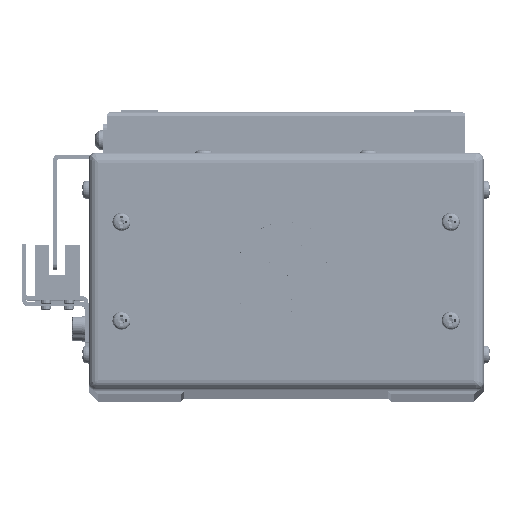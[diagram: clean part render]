
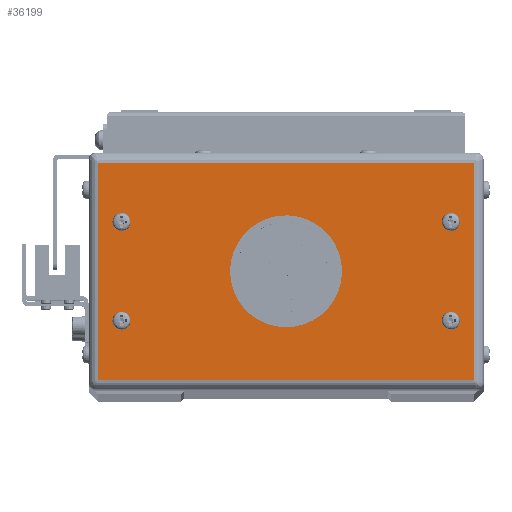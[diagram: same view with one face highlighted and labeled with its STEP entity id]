
A CAD part, top view. The second image highlights one B-rep face of the part: STEP entity #36199.
In plain terms, the highlighted planar face has unit normal (0, 0, 1).
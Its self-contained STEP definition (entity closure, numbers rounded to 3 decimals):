
#1888 = DIRECTION ( 'NONE',  ( 1., 0., 0. ) ) ;
#2288 = CIRCLE ( 'NONE', #102606, 1.7 ) ;
#2610 = EDGE_LOOP ( 'NONE', ( #31106, #12604 ) ) ;
#2785 = AXIS2_PLACEMENT_3D ( 'NONE', #69977, #22764, #89026 ) ;
#3520 = LINE ( 'NONE', #17596, #54247 ) ;
#4020 = ORIENTED_EDGE ( 'NONE', *, *, #95284, .T. ) ;
#4104 = DIRECTION ( 'NONE',  ( 1., 0., 0. ) ) ;
#4258 = DIRECTION ( 'NONE',  ( 0., 0., 1. ) ) ;
#4281 = CARTESIAN_POINT ( 'NONE',  ( 0., 0., 5. ) ) ;
#4487 = AXIS2_PLACEMENT_3D ( 'NONE', #11416, #77758, #21047 ) ;
#6157 = EDGE_CURVE ( 'NONE', #82312, #97829, #56892, .T. ) ;
#6550 = VERTEX_POINT ( 'NONE', #85404 ) ;
#7712 = CARTESIAN_POINT ( 'NONE',  ( -57., 33., 5. ) ) ;
#9325 = FACE_BOUND ( 'NONE', #23673, .T. ) ;
#9661 = AXIS2_PLACEMENT_3D ( 'NONE', #42650, #42538, #42558 ) ;
#10928 = VERTEX_POINT ( 'NONE', #12386 ) ;
#11416 = CARTESIAN_POINT ( 'NONE',  ( 0., 0., 5. ) ) ;
#11662 = VERTEX_POINT ( 'NONE', #105567 ) ;
#12386 = CARTESIAN_POINT ( 'NONE',  ( 48.3, -15., 5. ) ) ;
#12604 = ORIENTED_EDGE ( 'NONE', *, *, #30190, .F. ) ;
#13164 = PLANE ( 'NONE',  #2785 ) ;
#13359 = EDGE_LOOP ( 'NONE', ( #58055, #4020, #40595, #115524 ) ) ;
#14334 = EDGE_CURVE ( 'NONE', #109948, #6550, #92067, .T. ) ;
#14404 = CARTESIAN_POINT ( 'NONE',  ( 15., 0., 5. ) ) ;
#14441 = LINE ( 'NONE', #36300, #64901 ) ;
#17596 = CARTESIAN_POINT ( 'NONE',  ( -58., 33., 5. ) ) ;
#20358 = ORIENTED_EDGE ( 'NONE', *, *, #110969, .F. ) ;
#21047 = DIRECTION ( 'NONE',  ( 1., 0., 0. ) ) ;
#22764 = DIRECTION ( 'NONE',  ( 0., 0., -1. ) ) ;
#23673 = EDGE_LOOP ( 'NONE', ( #51610, #83454 ) ) ;
#24124 = VERTEX_POINT ( 'NONE', #7712 ) ;
#24913 = CARTESIAN_POINT ( 'NONE',  ( -51.7, -15., 5. ) ) ;
#29111 = LINE ( 'NONE', #88702, #104649 ) ;
#30190 = EDGE_CURVE ( 'NONE', #10928, #11662, #99133, .T. ) ;
#31106 = ORIENTED_EDGE ( 'NONE', *, *, #31816, .F. ) ;
#31816 = EDGE_CURVE ( 'NONE', #11662, #10928, #55952, .T. ) ;
#33068 = CARTESIAN_POINT ( 'NONE',  ( -50., -15., 5. ) ) ;
#33237 = VERTEX_POINT ( 'NONE', #94907 ) ;
#34672 = FACE_BOUND ( 'NONE', #99211, .T. ) ;
#35450 = ORIENTED_EDGE ( 'NONE', *, *, #14334, .F. ) ;
#36199 = ADVANCED_FACE ( 'NONE', ( #9325, #34672, #85033, #107208, #82067, #110125 ), #13164, .F. ) ;
#36300 = CARTESIAN_POINT ( 'NONE',  ( -57., -34., 5. ) ) ;
#37876 = DIRECTION ( 'NONE',  ( 1., 0., 0. ) ) ;
#39992 = CARTESIAN_POINT ( 'NONE',  ( 50., 15., 5. ) ) ;
#40595 = ORIENTED_EDGE ( 'NONE', *, *, #54862, .T. ) ;
#41862 = DIRECTION ( 'NONE',  ( 1., 0., 0. ) ) ;
#41963 = DIRECTION ( 'NONE',  ( 0., 0., 1. ) ) ;
#41995 = CARTESIAN_POINT ( 'NONE',  ( 50., -15., 5. ) ) ;
#42223 = EDGE_CURVE ( 'NONE', #24124, #60911, #14441, .T. ) ;
#42538 = DIRECTION ( 'NONE',  ( 0., 0., 1. ) ) ;
#42558 = DIRECTION ( 'NONE',  ( 1., 0., 0. ) ) ;
#42650 = CARTESIAN_POINT ( 'NONE',  ( -50., -15., 5. ) ) ;
#42655 = DIRECTION ( 'NONE',  ( 1., 0., 0. ) ) ;
#43156 = ORIENTED_EDGE ( 'NONE', *, *, #53215, .F. ) ;
#45452 = ORIENTED_EDGE ( 'NONE', *, *, #88934, .F. ) ;
#45884 = DIRECTION ( 'NONE',  ( 0., 0., 1. ) ) ;
#46703 = CARTESIAN_POINT ( 'NONE',  ( 51.7, 15., 5. ) ) ;
#47456 = LINE ( 'NONE', #94554, #97765 ) ;
#49488 = DIRECTION ( 'NONE',  ( 1., 0., 0. ) ) ;
#50002 = EDGE_CURVE ( 'NONE', #97829, #82312, #85128, .T. ) ;
#51114 = VERTEX_POINT ( 'NONE', #118591 ) ;
#51591 = EDGE_CURVE ( 'NONE', #99629, #123017, #55218, .T. ) ;
#51610 = ORIENTED_EDGE ( 'NONE', *, *, #6157, .F. ) ;
#53215 = EDGE_CURVE ( 'NONE', #6550, #109948, #66977, .T. ) ;
#54247 = VECTOR ( 'NONE', #64848, 1000. ) ;
#54862 = EDGE_CURVE ( 'NONE', #51114, #24124, #3520, .T. ) ;
#55218 = CIRCLE ( 'NONE', #99073, 1.7 ) ;
#55952 = CIRCLE ( 'NONE', #84564, 1.7 ) ;
#56520 = DIRECTION ( 'NONE',  ( 0., 0., 1. ) ) ;
#56892 = CIRCLE ( 'NONE', #9661, 1.7 ) ;
#58055 = ORIENTED_EDGE ( 'NONE', *, *, #107933, .T. ) ;
#59008 = DIRECTION ( 'NONE',  ( 0., 0., 1. ) ) ;
#59679 = CARTESIAN_POINT ( 'NONE',  ( -57., -33., 5. ) ) ;
#60911 = VERTEX_POINT ( 'NONE', #59679 ) ;
#62589 = CIRCLE ( 'NONE', #81193, 1.7 ) ;
#64848 = DIRECTION ( 'NONE',  ( -1., 0., 0. ) ) ;
#64901 = VECTOR ( 'NONE', #102474, 1000. ) ;
#66257 = AXIS2_PLACEMENT_3D ( 'NONE', #102496, #45884, #111969 ) ;
#66977 = CIRCLE ( 'NONE', #4487, 15. ) ;
#69977 = CARTESIAN_POINT ( 'NONE',  ( -58., -34., 5. ) ) ;
#70057 = DIRECTION ( 'NONE',  ( 0., 1., 0. ) ) ;
#77758 = DIRECTION ( 'NONE',  ( 0., 0., 1. ) ) ;
#78956 = CARTESIAN_POINT ( 'NONE',  ( -48.3, 15., 5. ) ) ;
#81193 = AXIS2_PLACEMENT_3D ( 'NONE', #115625, #59008, #1888 ) ;
#82067 = FACE_OUTER_BOUND ( 'NONE', #13359, .T. ) ;
#82312 = VERTEX_POINT ( 'NONE', #85085 ) ;
#83454 = ORIENTED_EDGE ( 'NONE', *, *, #50002, .F. ) ;
#84564 = AXIS2_PLACEMENT_3D ( 'NONE', #112311, #112163, #112024 ) ;
#85033 = FACE_BOUND ( 'NONE', #106685, .T. ) ;
#85085 = CARTESIAN_POINT ( 'NONE',  ( -48.3, -15., 5. ) ) ;
#85128 = CIRCLE ( 'NONE', #98173, 1.7 ) ;
#85404 = CARTESIAN_POINT ( 'NONE',  ( -15., 0., 5. ) ) ;
#88702 = CARTESIAN_POINT ( 'NONE',  ( 57., -34., 5. ) ) ;
#88934 = EDGE_CURVE ( 'NONE', #123017, #99629, #62589, .T. ) ;
#89026 = DIRECTION ( 'NONE',  ( -1., 0., 0. ) ) ;
#91942 = CIRCLE ( 'NONE', #66257, 1.7 ) ;
#92067 = CIRCLE ( 'NONE', #96171, 15. ) ;
#94554 = CARTESIAN_POINT ( 'NONE',  ( -58., -33., 5. ) ) ;
#94907 = CARTESIAN_POINT ( 'NONE',  ( 57., -33., 5. ) ) ;
#94939 = CARTESIAN_POINT ( 'NONE',  ( 48.3, 15., 5. ) ) ;
#95284 = EDGE_CURVE ( 'NONE', #33237, #51114, #29111, .T. ) ;
#95799 = ORIENTED_EDGE ( 'NONE', *, *, #51591, .F. ) ;
#96171 = AXIS2_PLACEMENT_3D ( 'NONE', #4281, #4258, #4104 ) ;
#96330 = EDGE_LOOP ( 'NONE', ( #43156, #35450 ) ) ;
#97765 = VECTOR ( 'NONE', #37876, 1000. ) ;
#97829 = VERTEX_POINT ( 'NONE', #24913 ) ;
#98173 = AXIS2_PLACEMENT_3D ( 'NONE', #33068, #99279, #42655 ) ;
#98896 = CARTESIAN_POINT ( 'NONE',  ( -51.7, 15., 5. ) ) ;
#99073 = AXIS2_PLACEMENT_3D ( 'NONE', #39992, #106109, #49488 ) ;
#99133 = CIRCLE ( 'NONE', #112961, 1.7 ) ;
#99211 = EDGE_LOOP ( 'NONE', ( #108319, #20358 ) ) ;
#99279 = DIRECTION ( 'NONE',  ( 0., 0., 1. ) ) ;
#99629 = VERTEX_POINT ( 'NONE', #94939 ) ;
#102474 = DIRECTION ( 'NONE',  ( 0., -1., 0. ) ) ;
#102496 = CARTESIAN_POINT ( 'NONE',  ( -50., 15., 5. ) ) ;
#102606 = AXIS2_PLACEMENT_3D ( 'NONE', #113119, #56520, #122625 ) ;
#104649 = VECTOR ( 'NONE', #70057, 1000. ) ;
#105567 = CARTESIAN_POINT ( 'NONE',  ( 51.7, -15., 5. ) ) ;
#106109 = DIRECTION ( 'NONE',  ( 0., 0., 1. ) ) ;
#106609 = VERTEX_POINT ( 'NONE', #98896 ) ;
#106685 = EDGE_LOOP ( 'NONE', ( #45452, #95799 ) ) ;
#107208 = FACE_BOUND ( 'NONE', #2610, .T. ) ;
#107933 = EDGE_CURVE ( 'NONE', #60911, #33237, #47456, .T. ) ;
#108319 = ORIENTED_EDGE ( 'NONE', *, *, #122939, .F. ) ;
#109948 = VERTEX_POINT ( 'NONE', #14404 ) ;
#110125 = FACE_BOUND ( 'NONE', #96330, .T. ) ;
#110969 = EDGE_CURVE ( 'NONE', #106609, #116694, #2288, .T. ) ;
#111969 = DIRECTION ( 'NONE',  ( 1., 0., 0. ) ) ;
#112024 = DIRECTION ( 'NONE',  ( 1., 0., 0. ) ) ;
#112163 = DIRECTION ( 'NONE',  ( 0., 0., 1. ) ) ;
#112311 = CARTESIAN_POINT ( 'NONE',  ( 50., -15., 5. ) ) ;
#112961 = AXIS2_PLACEMENT_3D ( 'NONE', #41995, #41963, #41862 ) ;
#113119 = CARTESIAN_POINT ( 'NONE',  ( -50., 15., 5. ) ) ;
#115524 = ORIENTED_EDGE ( 'NONE', *, *, #42223, .T. ) ;
#115625 = CARTESIAN_POINT ( 'NONE',  ( 50., 15., 5. ) ) ;
#116694 = VERTEX_POINT ( 'NONE', #78956 ) ;
#118591 = CARTESIAN_POINT ( 'NONE',  ( 57., 33., 5. ) ) ;
#122625 = DIRECTION ( 'NONE',  ( 1., 0., 0. ) ) ;
#122939 = EDGE_CURVE ( 'NONE', #116694, #106609, #91942, .T. ) ;
#123017 = VERTEX_POINT ( 'NONE', #46703 ) ;
